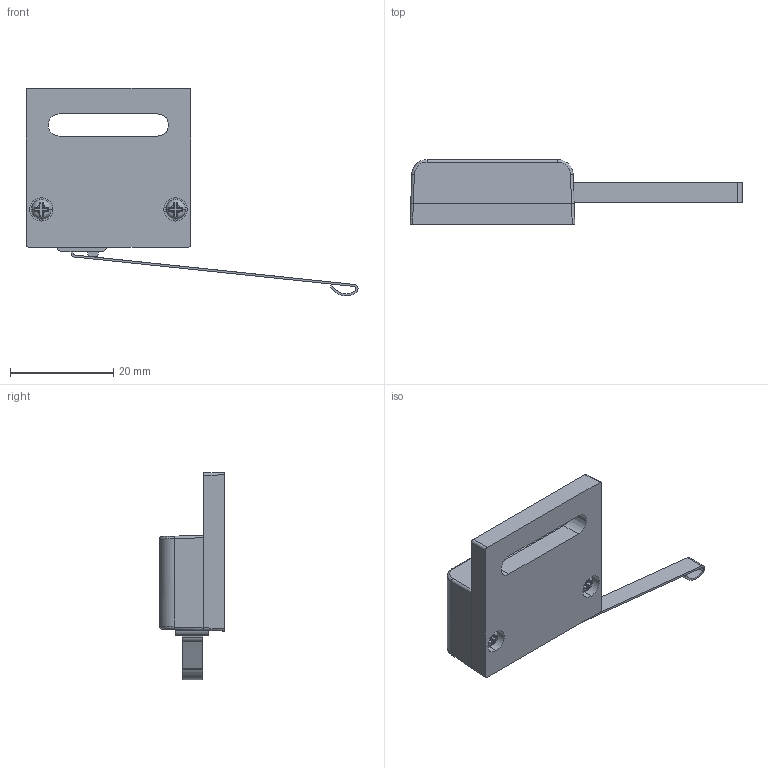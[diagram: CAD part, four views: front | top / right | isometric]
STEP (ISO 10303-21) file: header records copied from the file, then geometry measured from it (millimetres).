
FILE_DESCRIPTION (( 'STEP AP203' ), '1' );
FILE_NAME ('Limit Switch (276-2174).STEP', '2022-02-18T16:57:17', ( '' ), ( '' ), 'SwSTEP 2.0', 'SolidWorks 2019', '' );
FILE_SCHEMA (( 'CONFIG_CONTROL_DESIGN' ));
Length unit declared in the file: inch
Products named in the file (5): 276-2174-001 Web; 276-2174-003 Web; 276-2174-901 Web; 276-2174-002 Web; Limit Switch (276-2174)
Assembly tree (5 placements, depth 2):
  Limit Switch (276-2174)
    276-2174-001 Web
    276-2174-003 Web  x2
    276-2174-901 Web
    276-2174-002 Web
Bounding box: 64.31 x 12.55 x 40.22 mm (x, y, z)
Volume: 7169.6 mm3; surface area: 6711.3 mm2
Topology: 5 solids, 5 shells, 322 faces, 818 edges, 497 vertices
Faces by surface type: cylinder 112, plane 110, bspline 86, cone 10, torus 4
Entity records: 10247 total; most frequent: CARTESIAN_POINT 4424, ORIENTED_EDGE 1232, DIRECTION 946, EDGE_CURVE 616, VERTEX_POINT 387, AXIS2_PLACEMENT_3D 327, VECTOR 292, LINE 292
